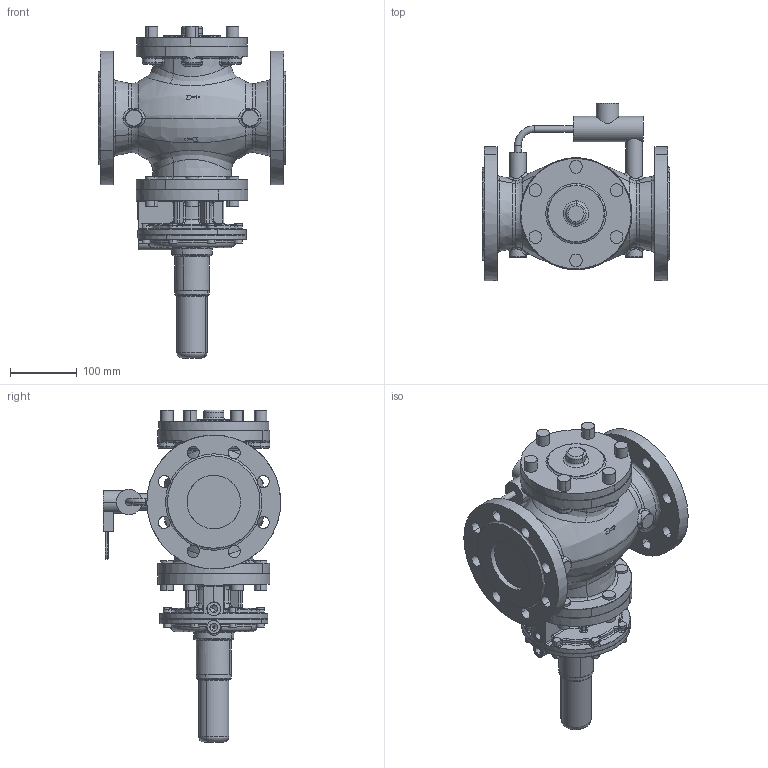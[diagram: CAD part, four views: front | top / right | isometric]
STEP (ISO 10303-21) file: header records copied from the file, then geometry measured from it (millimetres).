
FILE_DESCRIPTION(('CATIA V5 STEP'),'2;1');
FILE_NAME('S 100 DN 080.stp','2011-02-01T08:51:10+00:00',('none'),('none'),'CATIA Version 5 Release 19 SP 8 (IN-10)','CATIA V5 STEP AP214','none');
FILE_SCHEMA(('AUTOMOTIVE_DESIGN { 1 0 10303 214 1 1 1 1 }'));
Products named in the file (1): S100 DN80
Bounding box: 280.02 x 264.99 x 496 mm (x, y, z)
Volume: 7557642.4 mm3; surface area: 495699.9 mm2
Topology: 1 solids, 18 shells, 1145 faces, 2798 edges, 1645 vertices
Faces by surface type: cylinder 453, torus 280, plane 201, bspline 118, cone 56, sphere 25, revolution 12
Entity records: 45980 total; most frequent: CARTESIAN_POINT 23139, ORIENTED_EDGE 5470, DIRECTION 3243, EDGE_CURVE 2735, AXIS2_PLACEMENT_3D 1832, VERTEX_POINT 1645, EDGE_LOOP 1210, ADVANCED_FACE 1145
